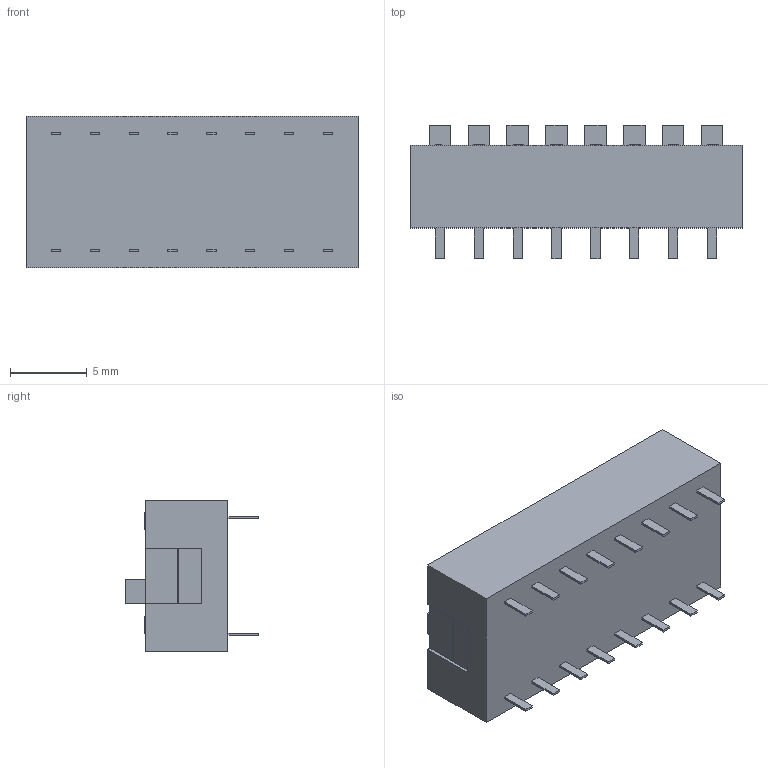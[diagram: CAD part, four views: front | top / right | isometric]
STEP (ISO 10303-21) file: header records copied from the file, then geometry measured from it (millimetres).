
FILE_DESCRIPTION(/* description */ (''),/* implementation_level */ '2;1');
FILE_NAME(/* name */ 'DIP Blue 8-way.step',/* time_stamp */ '2019-03-09T20:57:20+11:00',/* author */ ('austfox'),/* organization */ (''),/* preprocessor_version */ 'ST-DEVELOPER v17.2',/* originating_system */ 'Autodesk Translation Framework v7.6.0.251',/* authorisation */ '');
FILE_SCHEMA (('AUTOMOTIVE_DESIGN { 1 0 10303 214 3 1 1 }'));
Length unit declared in the file: millimetre
Products named in the file (1): DIP Blue 8-way
Bounding box: 21.68 x 8.7 x 9.9 mm (x, y, z)
Volume: 1175.6 mm3; surface area: 1371.2 mm2
Topology: 47 solids, 47 shells, 536 faces, 1278 edges, 852 vertices
Faces by surface type: plane 351, bspline 177, cylinder 8
Full cylindrical faces by diameter (mm): 0.65 x8
Entity records: 16991 total; most frequent: CARTESIAN_POINT 5676, ORIENTED_EDGE 2556, DIRECTION 1660, EDGE_CURVE 1278, LINE 908, VECTOR 908, VERTEX_POINT 852, EDGE_LOOP 566
